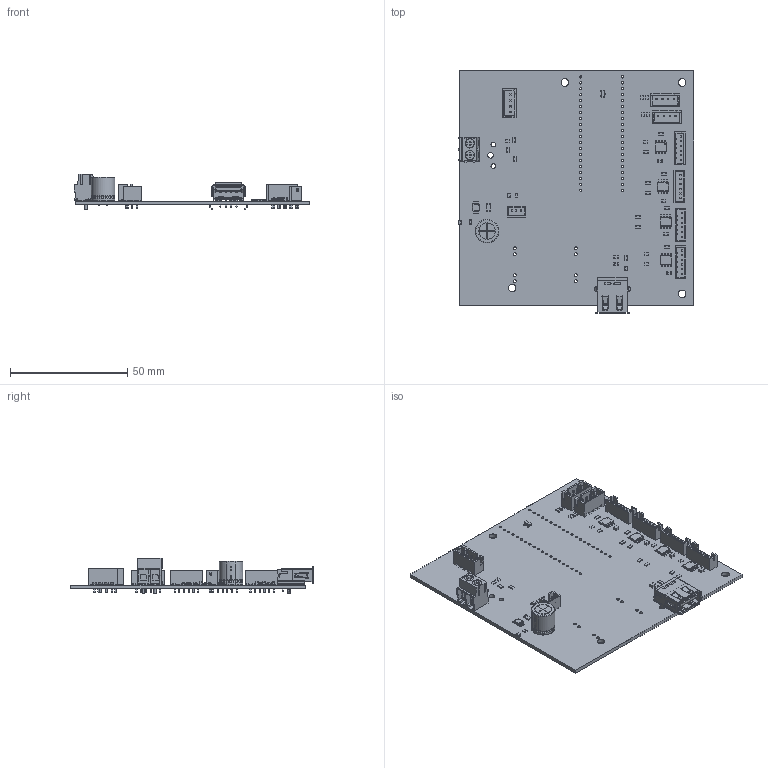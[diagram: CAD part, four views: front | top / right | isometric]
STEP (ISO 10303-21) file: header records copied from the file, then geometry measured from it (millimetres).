
FILE_DESCRIPTION(('KiCad electronic assembly'),'2;1');
FILE_NAME('mirte-master-bottomv3.step','2025-07-09T09:20:50',('Pcbnew'), ('Kicad'),'Open CASCADE STEP processor 7.6','KiCad to STEP converter', 'Unknown');
FILE_SCHEMA(('AUTOMOTIVE_DESIGN { 1 0 10303 214 1 1 1 1 }'));
Length unit declared in the file: millimetre
Products named in the file (28): mirte-master-bottomv3 1; LED_0805_2012Metric; R_0805_2012Metric; USB_A_Molex_67643_Horizontal; JST_PH_B6B-PH-K_1x06_P2.00mm_Vertical; JST_B6B_PH_K; C_0805_2012Metric; Texas_HTSOP-8-1EP_3.9x4.9mm_P1.27mm_EP2.85x4.9mm_Mask2.4x3.1mm_
ThermalVias; Texas_HTSOP_8_1EP_39x49mm_P127mm_EP285x49mm_Mask24x31mm_ThermalVias; JST_XH_B4B-XH-A_1x04_P2.50mm_Vertical; JST_B4B_XH_A; CP_Radial_D10.0mm_P3.50mm; CP_Radial_D100mm_P350mm; R_1206_3216Metric; SOT-23; SOT_23; JST_PH_B3B-PH-K_1x03_P2.00mm_Vertical; JST_B3B_PH_K; TerminalBlock_Phoenix_PT-1,5-2-5.0-H_1x02_P5.00mm_Horizontal; TerminalBlock_Phoenix_PT_15_2_50_H_1x02_P500mm_Horizontal; VSSOP-10_3x3mm_P0.5mm; VSSOP_10_3x3mm_P05mm; mirte-master-bottom_PCB
Assembly tree (64 placements, depth 3):
  mirte-master-bottomv3 1
    LED_0805_2012Metric  x3
      LED_0805_2012Metric
    R_0805_2012Metric  x23
      R_0805_2012Metric
    USB_A_Molex_67643_Horizontal
      USB_A_Molex_67643_Horizontal
    JST_PH_B6B-PH-K_1x06_P2.00mm_Vertical  x4
      JST_B6B_PH_K
    C_0805_2012Metric  x6
      C_0805_2012Metric
    Texas_HTSOP-8-1EP_3.9x4.9mm_P1.27mm_EP2.85x4.9mm_Mask2.4x3.1mm_
ThermalVias  x4
      Texas_HTSOP_8_1EP_39x49mm_P127mm_EP285x49mm_Mask24x31mm_ThermalVias
    JST_XH_B4B-XH-A_1x04_P2.50mm_Vertical  x3
      JST_B4B_XH_A
    CP_Radial_D10.0mm_P3.50mm
      CP_Radial_D100mm_P350mm
    R_1206_3216Metric
      R_1206_3216Metric
    SOT-23
      SOT_23
    JST_PH_B3B-PH-K_1x03_P2.00mm_Vertical
      JST_B3B_PH_K
    TerminalBlock_Phoenix_PT-1,5-2-5.0-H_1x02_P5.00mm_Horizontal
      TerminalBlock_Phoenix_PT_15_2_50_H_1x02_P500mm_Horizontal
    VSSOP-10_3x3mm_P0.5mm
      VSSOP_10_3x3mm_P05mm
    mirte-master-bottom_PCB
Bounding box: 100.44 x 103.28 x 15.2 mm (x, y, z)
Volume: 19765 mm3; surface area: 29246.2 mm2
Topology: 60 solids, 61 shells, 4059 faces, 10462 edges, 6630 vertices
Faces by surface type: plane 3008, cylinder 731, bspline 314, revolution 4, torus 2
Full cylindrical faces by diameter (mm): 0.2 x4, 0.25 x1, 0.33 x24, 0.5 x2, 0.75 x27, 0.95 x16, 1 x44, 1.2 x8, 1.3 x2, 2 x2, 2.2 x2, 2.3 x2, 2.4 x1, 3.2 x4, 3.8 x2, 4 x2
Entity records: 72278 total; most frequent: CARTESIAN_POINT 14859, ORIENTED_EDGE 9578, DIRECTION 8336, EDGE_CURVE 4789, LINE 3358, VECTOR 3358, VERTEX_POINT 2996, AXIS2_PLACEMENT_3D 2487
